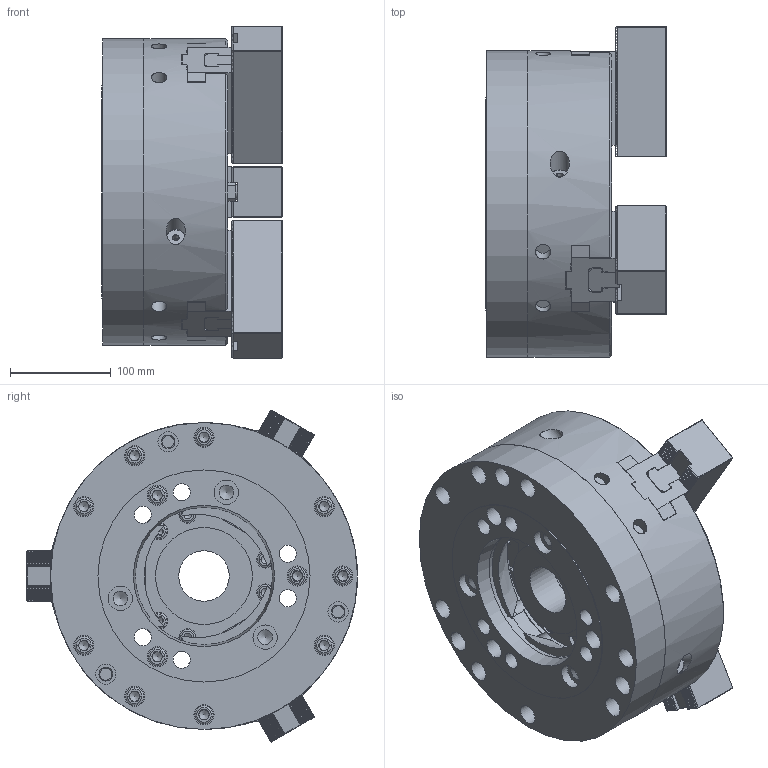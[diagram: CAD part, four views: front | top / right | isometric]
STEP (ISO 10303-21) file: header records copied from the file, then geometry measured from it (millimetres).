
FILE_DESCRIPTION(/* description */ ('Unknown'),/* implementation_level */ '2;1');
FILE_NAME(/* name */ 'HOH-12K-Solid',/* time_stamp */ '2019-08-14T14:50:50+01:00',/* author */ ('Unknown'),/* organization */ ('Unknown'),/* preprocessor_version */ 'ST-DEVELOPER v16.7',/* originating_system */ 'DEX',/* authorisation */ $);
FILE_SCHEMA (('AUTOMOTIVE_DESIGN {1 0 10303 214 3 1 1}'));
Products named in the file (1): 61P211893_HOH-12K_ASSY
Bounding box: 179.2 x 327.75 x 328.81 mm (x, y, z)
Volume: 8134959 mm3; surface area: 1194227.2 mm2
Topology: 51 solids, 51 shells, 4320 faces, 12043 edges, 7914 vertices
Faces by surface type: plane 3691, cylinder 402, cone 203, torus 12, sphere 12
Full cylindrical faces by diameter (mm): 3 x3, 4 x6, 5 x7, 6 x13, 6.1 x6, 6.4 x3, 6.6 x3, 8 x3, 8.5 x6, 10 x21, 10.2 x12, 11 x9, 12 x39, 13.5 x12, 14 x18, 15 x12, 16 x6, 17 x18, 17.5 x3, 17.7 x3, 18 x27, 19 x3, 20 x15, 21 x6, 22 x6, 24.2 x3, 25 x6, 28 x3, 30 x3, 50 x1
Entity records: 133606 total; most frequent: CARTESIAN_POINT 24165, ORIENTED_EDGE 22744, DIRECTION 21154, EDGE_CURVE 11372, LINE 10056, VECTOR 10056, VERTEX_POINT 7797, AXIS2_PLACEMENT_3D 5549
